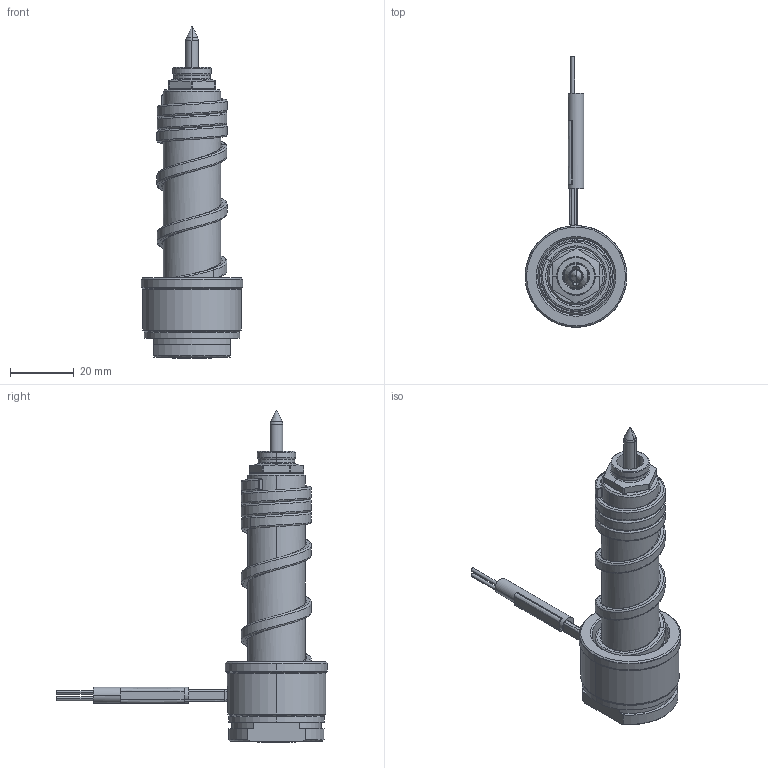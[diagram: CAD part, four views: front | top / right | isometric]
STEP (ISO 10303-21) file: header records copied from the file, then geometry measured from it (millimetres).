
FILE_DESCRIPTION((''),'2;1');
FILE_NAME('SM-96-BKV-N','2014-03-03T',('Íàòàëüÿ'),('IMID'),'PRO/ENGINEER BY PARAMETRIC TECHNOLOGY CORPORATION, 2010180','PRO/ENGINEER BY PARAMETRIC TECHNOLOGY CORPORATION, 2010180','');
FILE_SCHEMA(('CONFIG_CONTROL_DESIGN'));
Length unit declared in the file: millimetre
Products named in the file (1): SM-96-BKV-N
Bounding box: 32 x 85 x 104.2 mm (x, y, z)
Volume: 32719.9 mm3; surface area: 18124.3 mm2
Topology: 1 solids, 9 shells, 331 faces, 839 edges, 495 vertices
Faces by surface type: cylinder 115, cone 62, bspline 55, plane 52, torus 29, revolution 9, extrusion 7, sphere 2
Entity records: 17167 total; most frequent: CARTESIAN_POINT 9538, ORIENTED_EDGE 1634, DIRECTION 1506, EDGE_CURVE 829, AXIS2_PLACEMENT_3D 601, VERTEX_POINT 495, EDGE_LOOP 354, CIRCLE 340
